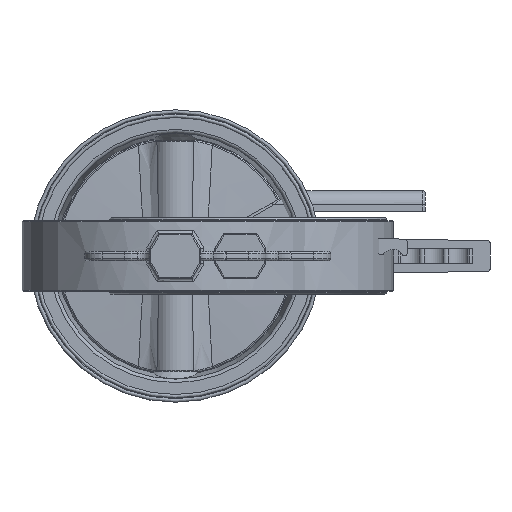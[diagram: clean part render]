
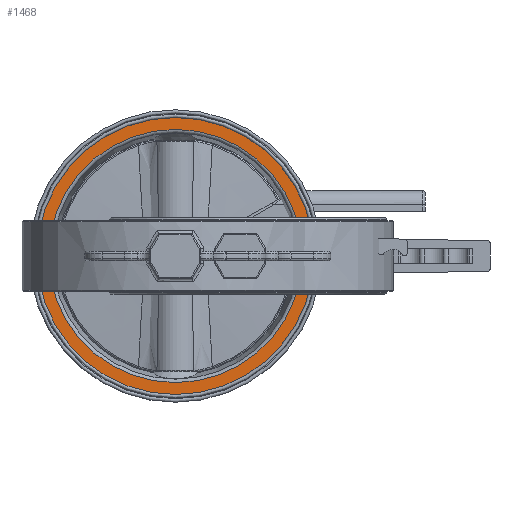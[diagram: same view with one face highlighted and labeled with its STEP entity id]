
A CAD part, front view. The second image highlights one B-rep face of the part: STEP entity #1468.
In plain terms, the highlighted planar face has unit normal (0, -1, 0).
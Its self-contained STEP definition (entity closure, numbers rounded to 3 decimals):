
#1468 = ADVANCED_FACE( '', ( #3629, #3630 ), #3631, .F. );
#3629 = FACE_BOUND( '', #7194, .T. );
#3630 = FACE_OUTER_BOUND( '', #7195, .T. );
#3631 = PLANE( '', #7196 );
#7194 = EDGE_LOOP( '', ( #13318 ) );
#7195 = EDGE_LOOP( '', ( #13319 ) );
#7196 = AXIS2_PLACEMENT_3D( '', #13320, #13321, #13322 );
#13318 = ORIENTED_EDGE( '', *, *, #21871, .F. );
#13319 = ORIENTED_EDGE( '', *, *, #21872, .T. );
#13320 = CARTESIAN_POINT( '', ( -106.511, -30.5, 0. ) );
#13321 = DIRECTION( '', ( 0., 1., 0. ) );
#13322 = DIRECTION( '', ( 0., 0., 1. ) );
#21871 = EDGE_CURVE( '', #25882, #25882, #25883, .T. );
#21872 = EDGE_CURVE( '', #25884, #25884, #25885, .T. );
#25882 = VERTEX_POINT( '', #34616 );
#25883 = CIRCLE( '', #34617, 106.511 );
#25884 = VERTEX_POINT( '', #34618 );
#25885 = CIRCLE( '', #34619, 116.5 );
#34616 = CARTESIAN_POINT( '', ( 0., -30.5, -106.511 ) );
#34617 = AXIS2_PLACEMENT_3D( '', #43987, #43988, #43989 );
#34618 = CARTESIAN_POINT( '', ( 0., -30.5, -116.5 ) );
#34619 = AXIS2_PLACEMENT_3D( '', #43990, #43991, #43992 );
#43987 = CARTESIAN_POINT( '', ( 0., -30.5, 0. ) );
#43988 = DIRECTION( '', ( 0., -1., 0. ) );
#43989 = DIRECTION( '', ( 0., 0., -1. ) );
#43990 = CARTESIAN_POINT( '', ( 0., -30.5, 0. ) );
#43991 = DIRECTION( '', ( 0., -1., 0. ) );
#43992 = DIRECTION( '', ( 0., 0., -1. ) );
